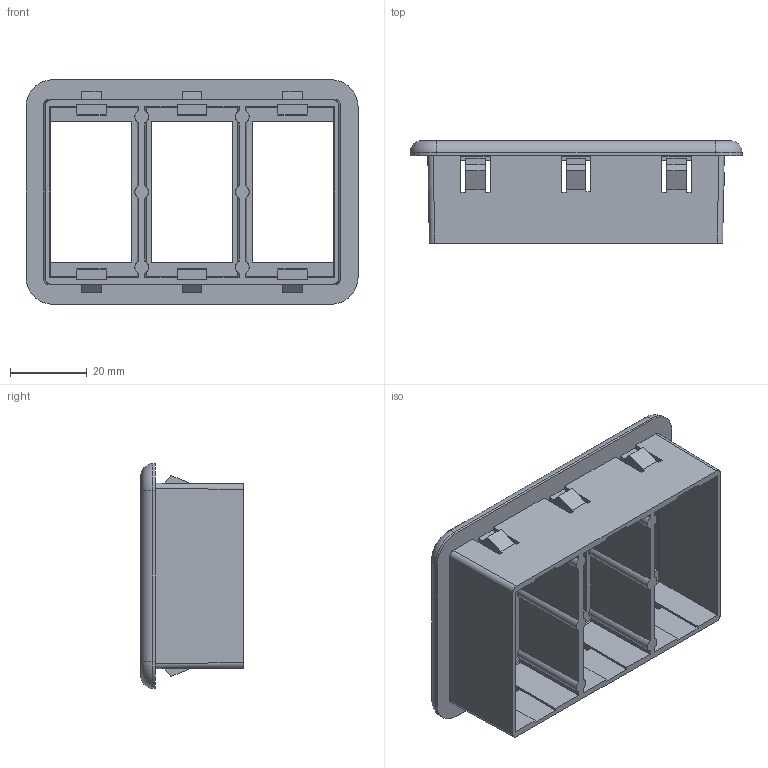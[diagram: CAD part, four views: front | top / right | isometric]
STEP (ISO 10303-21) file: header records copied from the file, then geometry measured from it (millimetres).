
FILE_DESCRIPTION((''),'2;1');
FILE_NAME('536-11579','2012-03-05T',('danboyden'),(''),'PRO/ENGINEER BY PARAMETRIC TECHNOLOGY CORPORATION, 2010280','PRO/ENGINEER BY PARAMETRIC TECHNOLOGY CORPORATION, 2010280','');
FILE_SCHEMA(('CONFIG_CONTROL_DESIGN'));
Length unit declared in the file: inch
Products named in the file (1): 536-11579
Bounding box: 86.36 x 26.66 x 58.42 mm (x, y, z)
Volume: 18006.9 mm3; surface area: 22466.5 mm2
Topology: 1 solids, 1 shells, 1008 faces, 2897 edges, 1922 vertices
Faces by surface type: plane 940, cylinder 52, bspline 8, cone 4, torus 4
Entity records: 32879 total; most frequent: CARTESIAN_POINT 6449, ORIENTED_EDGE 5794, DIRECTION 4917, EDGE_CURVE 2897, VECTOR 2749, LINE 2749, VERTEX_POINT 1922, AXIS2_PLACEMENT_3D 1084
